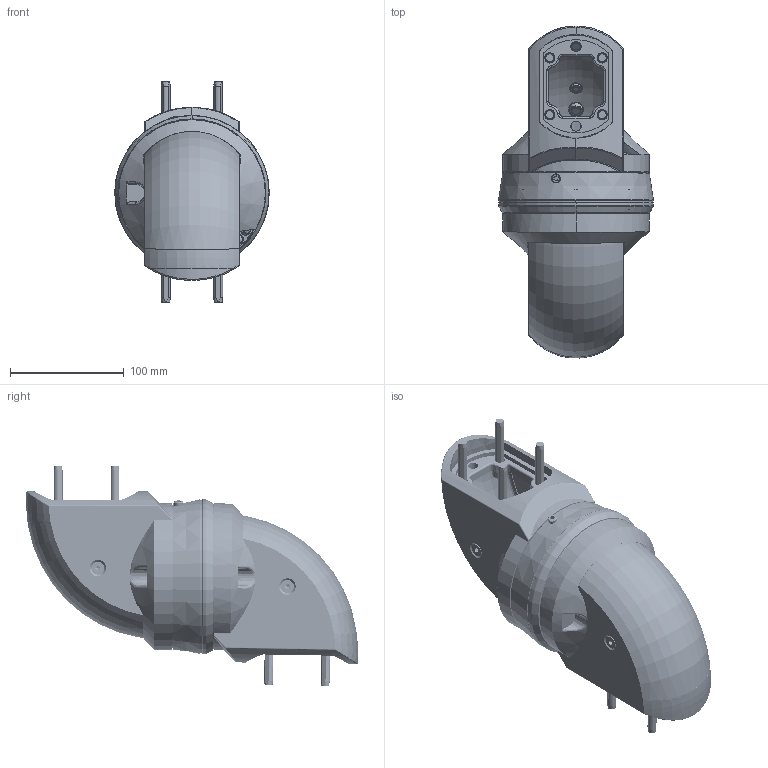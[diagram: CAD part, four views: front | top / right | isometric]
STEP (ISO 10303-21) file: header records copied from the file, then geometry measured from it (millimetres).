
FILE_DESCRIPTION (( 'STEP AP214' ), '1' );
FILE_NAME ('49476700.STEP', '2016-09-14T06:28:51', ( '' ), ( '' ), 'SwSTEP 2.0', 'SolidWorks 2015', '' );
FILE_SCHEMA (( 'AUTOMOTIVE_DESIGN' ));
Length unit declared in the file: millimetre
Products named in the file (28): 82402; 93407; 83047; 84046; 93659; 93676; 93672; 84344; 99953; 41779; 99952; 41778; 96286; 84345; 52310_Zwischengelenk Z; 84343; 92447; 12807; 83019; 12883; 93152; 12882; 82398; 93027; 49476700; 97050; 92449; 92446
Assembly tree (66 placements, depth 3):
  99953
  99952
  96286
  92447
  49476700
    12882
    12883
    12807  x2
    84343
    84345
    41778
    41779
    84344
    93672  x9
    93676  x8
    93659
    84046
    83047  x2
    93407  x4
    82402  x2
    92446  x2
    92449
    97050
    93027  x7
    52310_Zwischengelenk Z
      82398  x2
      93152  x8
      83019  x8
Bounding box: 136 x 291.64 x 193.59 mm (x, y, z)
Volume: 1245354.9 mm3; surface area: 435030.5 mm2
Topology: 65 solids, 65 shells, 5824 faces, 14189 edges, 8829 vertices
Faces by surface type: plane 2582, bspline 1323, cylinder 1166, torus 383, cone 362, sphere 8
Entity records: 170710 total; most frequent: CARTESIAN_POINT 79093, ORIENTED_EDGE 20382, DIRECTION 15334, EDGE_CURVE 10191, VERTEX_POINT 6412, AXIS2_PLACEMENT_3D 5196, LINE 4942, VECTOR 4942
